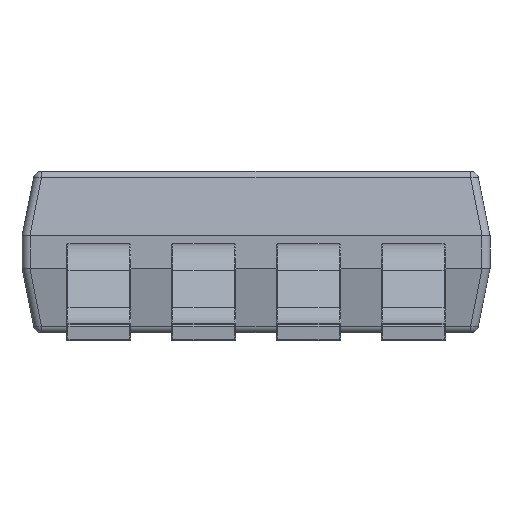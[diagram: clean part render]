
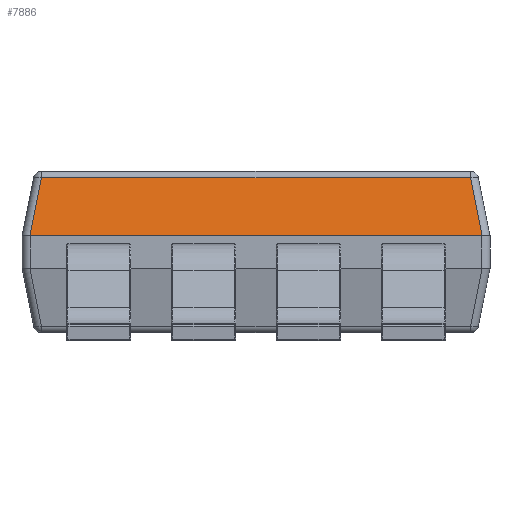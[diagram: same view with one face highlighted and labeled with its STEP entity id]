
A CAD part, front view. The second image highlights one B-rep face of the part: STEP entity #7886.
In plain terms, the highlighted planar face has unit normal (0, -0.981, 0.196).
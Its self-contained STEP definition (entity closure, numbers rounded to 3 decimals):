
#226 = EDGE_CURVE ( 'NONE', #4953, #12799, #13376, .T. ) ;
#1168 = CARTESIAN_POINT ( 'NONE',  ( 1.453, -0.676, 0.649 ) ) ;
#1611 = DIRECTION ( 'NONE',  ( -0.192, -0.192, -0.962 ) ) ;
#2152 =( BOUNDED_CURVE ( )  B_SPLINE_CURVE ( 3, ( #10167, #4252, #16083, #10080 ),
 .UNSPECIFIED., .F., .F. ) 
 B_SPLINE_CURVE_WITH_KNOTS ( ( 4, 4 ),
 ( 6.264, 6.283 ),
 .UNSPECIFIED. ) 
 CURVE ( )  GEOMETRIC_REPRESENTATION_ITEM ( )  RATIONAL_B_SPLINE_CURVE ( ( 1., 1., 1., 1. ) ) 
 REPRESENTATION_ITEM ( '' )  );
#2265 = ORIENTED_EDGE ( 'NONE', *, *, #12686, .F. ) ;
#2629 = CARTESIAN_POINT ( 'NONE',  ( 1.453, -0.676, 0.649 ) ) ;
#2917 = CARTESIAN_POINT ( 'NONE',  ( 1.382, -0.604, 1.009 ) ) ;
#3040 = CARTESIAN_POINT ( 'NONE',  ( -1.397, -0.676, 0.649 ) ) ;
#3502 = EDGE_LOOP ( 'NONE', ( #7995, #18836, #2265, #6676, #5028, #5400 ) ) ;
#4252 = CARTESIAN_POINT ( 'NONE',  ( -1.348, -0.676, 0.649 ) ) ;
#4453 = DIRECTION ( 'NONE',  ( -1., 0., 0. ) ) ;
#4953 = VERTEX_POINT ( 'NONE', #13143 ) ;
#5028 = ORIENTED_EDGE ( 'NONE', *, *, #16455, .T. ) ;
#5323 = CARTESIAN_POINT ( 'NONE',  ( 1.325, -0.547, 1.294 ) ) ;
#5400 = ORIENTED_EDGE ( 'NONE', *, *, #8030, .T. ) ;
#5411 = PLANE ( 'NONE',  #12942 ) ;
#5781 = CARTESIAN_POINT ( 'NONE',  ( 1.454, -0.676, 0.649 ) ) ;
#5803 = CARTESIAN_POINT ( 'NONE',  ( 0.053, -0.604, 1.009 ) ) ;
#5928 = DIRECTION ( 'NONE',  ( -1., 0., 0. ) ) ;
#6053 = VERTEX_POINT ( 'NONE', #15705 ) ;
#6184 = EDGE_CURVE ( 'NONE', #12799, #10740, #2152, .T. ) ;
#6676 = ORIENTED_EDGE ( 'NONE', *, *, #6905, .T. ) ;
#6823 = CARTESIAN_POINT ( 'NONE',  ( -1.347, -0.676, 0.649 ) ) ;
#6905 = EDGE_CURVE ( 'NONE', #10412, #6053, #12058, .T. ) ;
#7101 = CARTESIAN_POINT ( 'NONE',  ( 1.454, -0.676, 0.649 ) ) ;
#7886 = ADVANCED_FACE ( 'NONE', ( #9621 ), #5411, .T. ) ;
#7995 = ORIENTED_EDGE ( 'NONE', *, *, #226, .T. ) ;
#8030 = EDGE_CURVE ( 'NONE', #16530, #4953, #18873, .T. ) ;
#9282 = CARTESIAN_POINT ( 'NONE',  ( -1.219, -0.547, 1.294 ) ) ;
#9621 = FACE_OUTER_BOUND ( 'NONE', #3502, .T. ) ;
#9987 = VECTOR ( 'NONE', #14098, 1000. ) ;
#10080 = CARTESIAN_POINT ( 'NONE',  ( -1.347, -0.676, 0.649 ) ) ;
#10167 = CARTESIAN_POINT ( 'NONE',  ( -1.348, -0.676, 0.649 ) ) ;
#10412 = VERTEX_POINT ( 'NONE', #2629 ) ;
#10740 = VERTEX_POINT ( 'NONE', #6823 ) ;
#11575 = LINE ( 'NONE', #3040, #16283 ) ;
#11809 = DIRECTION ( 'NONE',  ( 0., -0.981, 0.196 ) ) ;
#12058 =( BOUNDED_CURVE ( )  B_SPLINE_CURVE ( 3, ( #15594, #1168, #5781, #7101 ),
 .UNSPECIFIED., .F., .F. ) 
 B_SPLINE_CURVE_WITH_KNOTS ( ( 4, 4 ),
 ( 6.283, 6.302 ),
 .UNSPECIFIED. ) 
 CURVE ( )  GEOMETRIC_REPRESENTATION_ITEM ( )  RATIONAL_B_SPLINE_CURVE ( ( 1., 1., 1., 1. ) ) 
 REPRESENTATION_ITEM ( '' )  );
#12686 = EDGE_CURVE ( 'NONE', #10412, #10740, #11575, .T. ) ;
#12763 = CARTESIAN_POINT ( 'NONE',  ( 0.053, -0.596, 1.049 ) ) ;
#12799 = VERTEX_POINT ( 'NONE', #16436 ) ;
#12942 = AXIS2_PLACEMENT_3D ( 'NONE', #12763, #11809, #4453 ) ;
#13143 = CARTESIAN_POINT ( 'NONE',  ( -1.276, -0.604, 1.009 ) ) ;
#13376 = LINE ( 'NONE', #9282, #15905 ) ;
#14098 = DIRECTION ( 'NONE',  ( -0.192, 0.192, 0.962 ) ) ;
#15594 = CARTESIAN_POINT ( 'NONE',  ( 1.453, -0.676, 0.649 ) ) ;
#15705 = CARTESIAN_POINT ( 'NONE',  ( 1.454, -0.676, 0.649 ) ) ;
#15732 = LINE ( 'NONE', #5323, #9987 ) ;
#15905 = VECTOR ( 'NONE', #1611, 1000. ) ;
#16083 = CARTESIAN_POINT ( 'NONE',  ( -1.347, -0.676, 0.649 ) ) ;
#16283 = VECTOR ( 'NONE', #5928, 1000. ) ;
#16436 = CARTESIAN_POINT ( 'NONE',  ( -1.348, -0.676, 0.649 ) ) ;
#16455 = EDGE_CURVE ( 'NONE', #6053, #16530, #15732, .T. ) ;
#16530 = VERTEX_POINT ( 'NONE', #2917 ) ;
#17444 = DIRECTION ( 'NONE',  ( -1., 0., 0. ) ) ;
#17812 = VECTOR ( 'NONE', #17444, 1000. ) ;
#18836 = ORIENTED_EDGE ( 'NONE', *, *, #6184, .T. ) ;
#18873 = LINE ( 'NONE', #5803, #17812 ) ;
